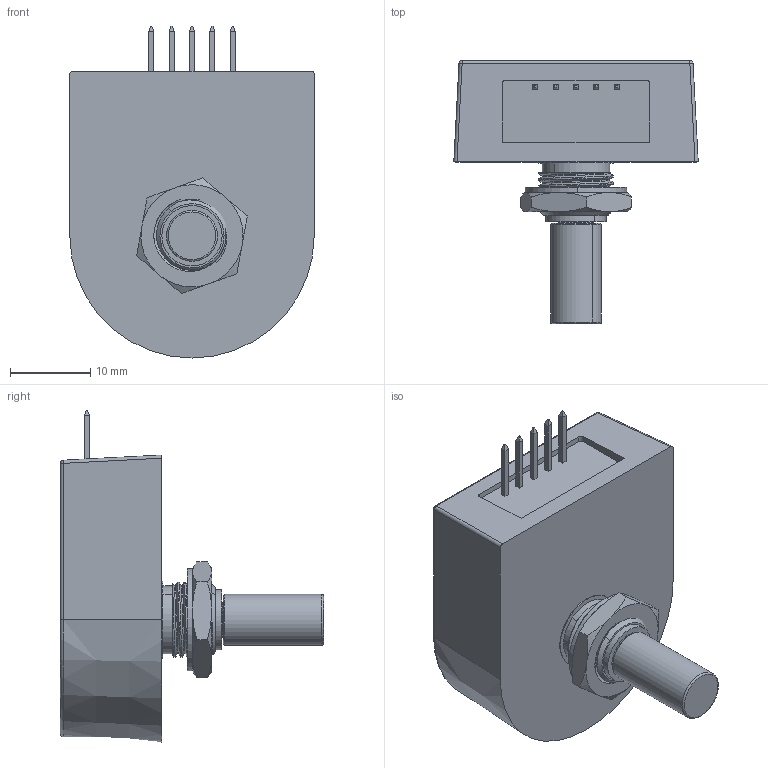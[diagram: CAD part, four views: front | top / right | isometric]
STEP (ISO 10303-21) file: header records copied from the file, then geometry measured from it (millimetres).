
FILE_DESCRIPTION (( 'STEP AP214' ), '1' );
FILE_NAME ('S1-X-250-X-B-D.STEP', '2021-08-16T17:19:42', ( '' ), ( '' ), 'SwSTEP 2.0', 'SolidWorks 2021', '' );
FILE_SCHEMA (( 'AUTOMOTIVE_DESIGN' ));
Length unit declared in the file: inch
Products named in the file (1): S1-X-250-X-B-D
Bounding box: 30.48 x 32.82 x 41.4 mm (x, y, z)
Volume: 7001.9 mm3; surface area: 9986.8 mm2
Topology: 10 solids, 10 shells, 596 faces, 1560 edges, 1036 vertices
Faces by surface type: plane 303, cylinder 161, cone 56, bspline 55, torus 19, sphere 2
Entity records: 32395 total; most frequent: CARTESIAN_POINT 10121, ORIENTED_EDGE 3116, DIRECTION 2735, EDGE_CURVE 1558, VERTEX_POINT 1036, AXIS2_PLACEMENT_3D 915, LINE 905, VECTOR 905
